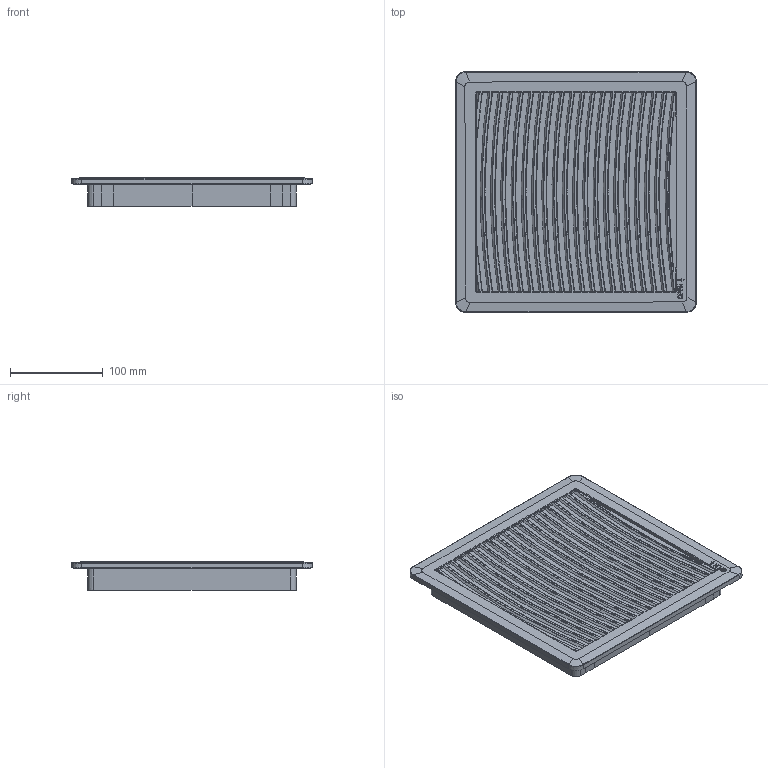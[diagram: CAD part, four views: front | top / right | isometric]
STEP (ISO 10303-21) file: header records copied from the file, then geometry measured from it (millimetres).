
FILE_DESCRIPTION(('CATIA V5 STEP Exchange'),'2;1');
FILE_NAME('Filter26 FanFreeDEMO.stp','2019-11-13T07:02:45+00:00',('none'),('none'),'CATIA Version 5 Release 20 SP 1 (IN-10)','CATIA V5 STEP AP203','none');
FILE_SCHEMA(('CONFIG_CONTROL_DESIGN'));
Products named in the file (1): Filter26 DEMO
Bounding box: 260 x 260 x 31.15 mm (x, y, z)
Volume: 1531235.8 mm3; surface area: 199279 mm2
Topology: 1 solids, 1 shells, 1872 faces, 5096 edges, 3227 vertices
Faces by surface type: bspline 917, plane 713, cylinder 160, extrusion 42, cone 16, torus 16, sphere 8
Entity records: 87208 total; most frequent: CARTESIAN_POINT 49999, ORIENTED_EDGE 10174, EDGE_CURVE 5087, DIRECTION 3474, VERTEX_POINT 3227, B_SPLINE_CURVE_WITH_KNOTS 3043, VECTOR 1921, EDGE_LOOP 1882
